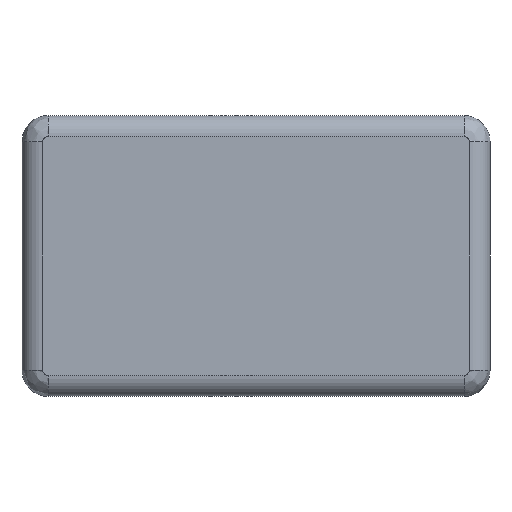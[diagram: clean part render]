
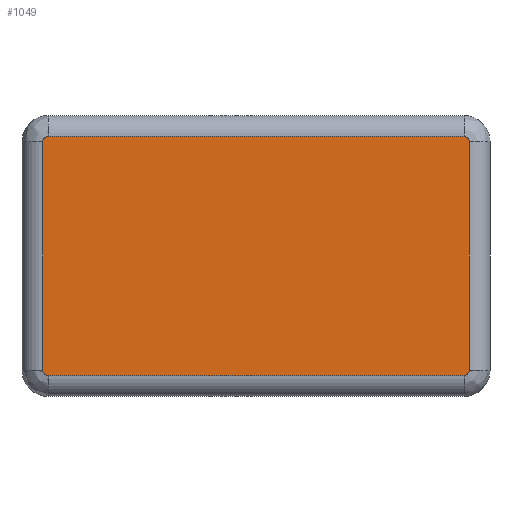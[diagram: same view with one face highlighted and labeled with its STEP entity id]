
A CAD part, front view. The second image highlights one B-rep face of the part: STEP entity #1049.
In plain terms, the highlighted planar face has unit normal (0, -1, 0).
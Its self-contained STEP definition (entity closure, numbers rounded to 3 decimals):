
#78=CIRCLE('',#1161,1.);
#81=CIRCLE('',#1165,1.);
#85=CIRCLE('',#1170,1.);
#88=CIRCLE('',#1174,1.);
#183=FACE_OUTER_BOUND('',#251,.T.);
#251=EDGE_LOOP('',(#888,#889,#890,#891,#892,#893,#894,#895));
#341=LINE('',#1797,#418);
#342=LINE('',#1814,#419);
#344=LINE('',#1832,#421);
#346=LINE('',#1852,#423);
#418=VECTOR('',#1427,10.);
#419=VECTOR('',#1438,10.);
#421=VECTOR('',#1448,10.);
#423=VECTOR('',#1460,10.);
#502=VERTEX_POINT('',#1794);
#503=VERTEX_POINT('',#1796);
#504=VERTEX_POINT('',#1808);
#505=VERTEX_POINT('',#1812);
#506=VERTEX_POINT('',#1824);
#507=VERTEX_POINT('',#1828);
#509=VERTEX_POINT('',#1842);
#511=VERTEX_POINT('',#1848);
#632=EDGE_CURVE('',#502,#503,#341,.T.);
#635=EDGE_CURVE('',#503,#504,#78,.T.);
#637=EDGE_CURVE('',#504,#505,#342,.T.);
#639=EDGE_CURVE('',#505,#506,#81,.T.);
#642=EDGE_CURVE('',#506,#507,#344,.T.);
#645=EDGE_CURVE('',#507,#509,#85,.T.);
#648=EDGE_CURVE('',#509,#511,#346,.T.);
#650=EDGE_CURVE('',#511,#502,#88,.T.);
#888=ORIENTED_EDGE('',*,*,#632,.F.);
#889=ORIENTED_EDGE('',*,*,#650,.F.);
#890=ORIENTED_EDGE('',*,*,#648,.F.);
#891=ORIENTED_EDGE('',*,*,#645,.F.);
#892=ORIENTED_EDGE('',*,*,#642,.F.);
#893=ORIENTED_EDGE('',*,*,#639,.F.);
#894=ORIENTED_EDGE('',*,*,#637,.F.);
#895=ORIENTED_EDGE('',*,*,#635,.F.);
#990=PLANE('',#1178);
#1049=ADVANCED_FACE('',(#183),#990,.F.);
#1161=AXIS2_PLACEMENT_3D('',#1810,#1432,#1433);
#1165=AXIS2_PLACEMENT_3D('',#1826,#1441,#1442);
#1170=AXIS2_PLACEMENT_3D('',#1846,#1453,#1454);
#1174=AXIS2_PLACEMENT_3D('',#1863,#1463,#1464);
#1178=AXIS2_PLACEMENT_3D('',#1870,#1474,#1475);
#1427=DIRECTION('',(1.,0.,0.));
#1432=DIRECTION('center_axis',(0.,1.,0.));
#1433=DIRECTION('ref_axis',(0.707,0.,0.707));
#1438=DIRECTION('',(0.,0.,-1.));
#1441=DIRECTION('center_axis',(0.,1.,0.));
#1442=DIRECTION('ref_axis',(0.707,0.,-0.707));
#1448=DIRECTION('',(-1.,0.,0.));
#1453=DIRECTION('center_axis',(0.,1.,0.));
#1454=DIRECTION('ref_axis',(-0.707,0.,-0.707));
#1460=DIRECTION('',(0.,0.,1.));
#1463=DIRECTION('center_axis',(0.,1.,0.));
#1464=DIRECTION('ref_axis',(-0.707,0.,0.707));
#1474=DIRECTION('center_axis',(0.,1.,0.));
#1475=DIRECTION('ref_axis',(1.,0.,0.));
#1794=CARTESIAN_POINT('',(-40.,0.,23.));
#1796=CARTESIAN_POINT('',(40.,0.,23.));
#1797=CARTESIAN_POINT('',(-22.5,0.,23.));
#1808=CARTESIAN_POINT('',(41.,0.,22.));
#1810=CARTESIAN_POINT('Origin',(40.,0.,22.));
#1812=CARTESIAN_POINT('',(41.,0.,-22.));
#1814=CARTESIAN_POINT('',(41.,0.,13.5));
#1824=CARTESIAN_POINT('',(40.,0.,-23.));
#1826=CARTESIAN_POINT('Origin',(40.,0.,-22.));
#1828=CARTESIAN_POINT('',(-40.,0.,-23.));
#1832=CARTESIAN_POINT('',(22.5,0.,-23.));
#1842=CARTESIAN_POINT('',(-41.,0.,-22.));
#1846=CARTESIAN_POINT('Origin',(-40.,0.,-22.));
#1848=CARTESIAN_POINT('',(-41.,0.,22.));
#1852=CARTESIAN_POINT('',(-41.,0.,-13.5));
#1863=CARTESIAN_POINT('Origin',(-40.,0.,22.));
#1870=CARTESIAN_POINT('Origin',(0.,0.,0.));
